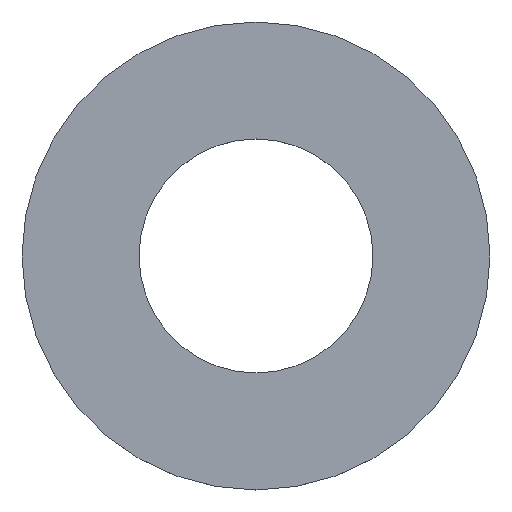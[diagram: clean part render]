
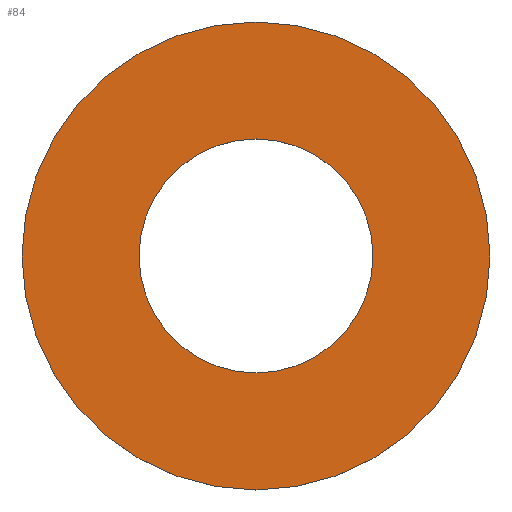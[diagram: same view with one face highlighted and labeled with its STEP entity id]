
A CAD part, top view. The second image highlights one B-rep face of the part: STEP entity #84.
In plain terms, the highlighted planar face has unit normal (0, 0, 1).
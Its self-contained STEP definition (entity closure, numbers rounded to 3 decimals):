
#29=FACE_BOUND('',#38,.T.);
#31=FACE_OUTER_BOUND('',#37,.T.);
#37=EDGE_LOOP('',(#66,#67));
#38=EDGE_LOOP('',(#68));
#45=CIRCLE('',#108,4.);
#46=CIRCLE('',#109,4.);
#47=CIRCLE('',#110,2.);
#51=VERTEX_POINT('',#156);
#52=VERTEX_POINT('',#157);
#53=VERTEX_POINT('',#160);
#57=EDGE_CURVE('',#51,#52,#45,.T.);
#58=EDGE_CURVE('',#52,#51,#46,.T.);
#59=EDGE_CURVE('',#53,#53,#47,.T.);
#66=ORIENTED_EDGE('',*,*,#57,.T.);
#67=ORIENTED_EDGE('',*,*,#58,.T.);
#68=ORIENTED_EDGE('',*,*,#59,.F.);
#82=PLANE('',#107);
#84=ADVANCED_FACE('',(#31,#29),#82,.T.);
#107=AXIS2_PLACEMENT_3D('',#155,#127,#128);
#108=AXIS2_PLACEMENT_3D('',#158,#129,#130);
#109=AXIS2_PLACEMENT_3D('',#159,#131,#132);
#110=AXIS2_PLACEMENT_3D('',#161,#133,#134);
#127=DIRECTION('center_axis',(0.,0.,1.));
#128=DIRECTION('ref_axis',(1.,0.,0.));
#129=DIRECTION('center_axis',(0.,0.,1.));
#130=DIRECTION('ref_axis',(1.,0.,0.));
#131=DIRECTION('center_axis',(0.,0.,1.));
#132=DIRECTION('ref_axis',(1.,0.,0.));
#133=DIRECTION('center_axis',(0.,0.,1.));
#134=DIRECTION('ref_axis',(1.,0.,0.));
#155=CARTESIAN_POINT('Origin',(0.,0.,0.1));
#156=CARTESIAN_POINT('',(-4.,0.,0.1));
#157=CARTESIAN_POINT('',(4.,0.,0.1));
#158=CARTESIAN_POINT('Origin',(0.,0.,0.1));
#159=CARTESIAN_POINT('Origin',(0.,0.,0.1));
#160=CARTESIAN_POINT('',(2.,0.,0.1));
#161=CARTESIAN_POINT('Origin',(0.,0.,0.1));
